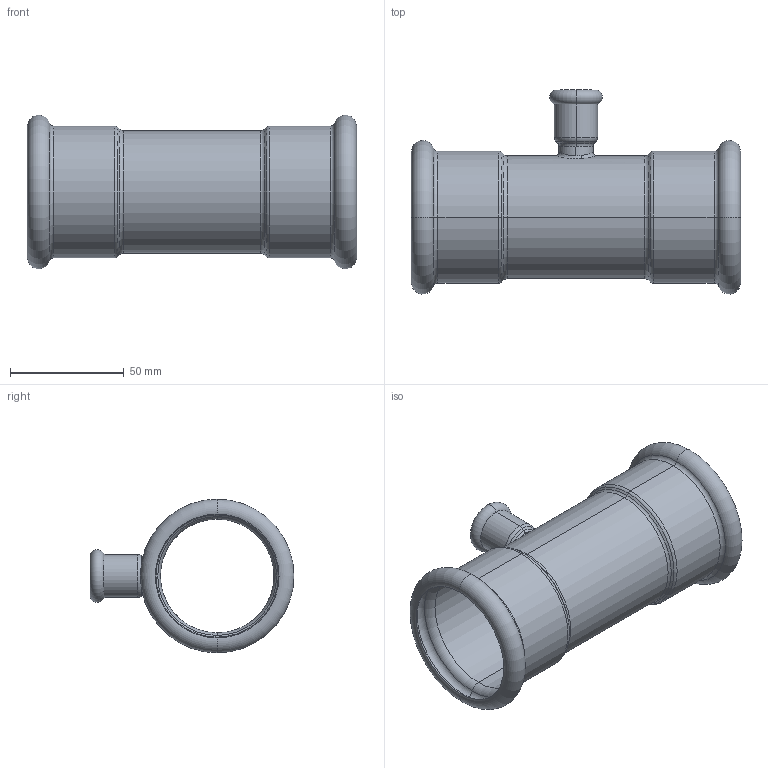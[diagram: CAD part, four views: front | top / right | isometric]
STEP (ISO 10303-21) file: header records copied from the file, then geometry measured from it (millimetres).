
FILE_DESCRIPTION (( 'STEP AP203' ), '1' );
FILE_NAME ('3D_P761_54x15x54E_14161540.STEP', '2024-11-16T09:00:06', ( '' ), ( '' ), 'SwSTEP 2.0', 'SolidWorks 2023', '' );
FILE_SCHEMA (( 'CONFIG_CONTROL_DESIGN' ));
Length unit declared in the file: millimetre
Products named in the file (1): 3D_P761_54x15x54E_14161540
Bounding box: 144.94 x 89.83 x 67.65 mm (x, y, z)
Volume: 56992.1 mm3; surface area: 57920.4 mm2
Topology: 1 solids, 1 shells, 94 faces, 194 edges, 102 vertices
Faces by surface type: torus 50, cylinder 20, cone 18, bspline 4, plane 2
Entity records: 3421 total; most frequent: CARTESIAN_POINT 1301, DIRECTION 508, ORIENTED_EDGE 388, AXIS2_PLACEMENT_3D 235, EDGE_CURVE 194, CIRCLE 144, VERTEX_POINT 102, EDGE_LOOP 98
